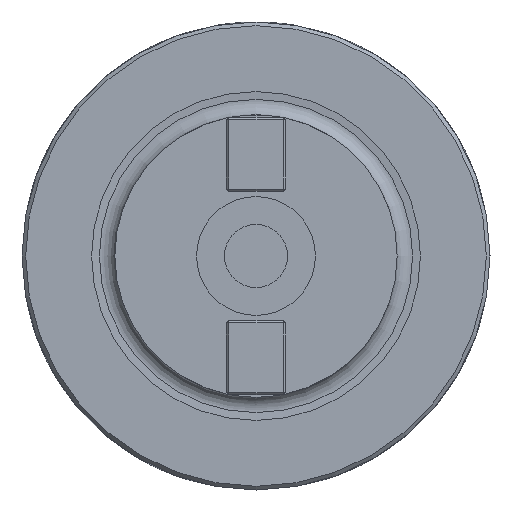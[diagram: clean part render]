
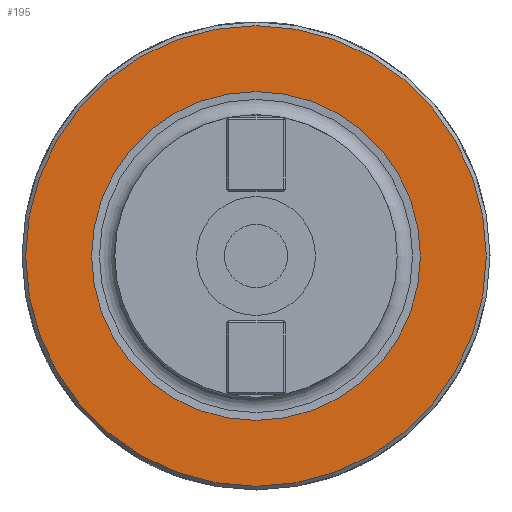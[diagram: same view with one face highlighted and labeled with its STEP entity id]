
A CAD part, left-side view. The second image highlights one B-rep face of the part: STEP entity #195.
In plain terms, the highlighted planar face has unit normal (-1, 0, 0).
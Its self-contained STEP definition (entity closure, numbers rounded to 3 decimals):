
#145=FACE_BOUND('',#436,.T.);
#146=FACE_BOUND('',#437,.T.);
#195=ADVANCED_FACE('',(#145,#146),#260,.F.);
#260=PLANE('',#1480);
#436=EDGE_LOOP('',(#898));
#437=EDGE_LOOP('',(#899));
#898=ORIENTED_EDGE('',*,*,#1294,.T.);
#899=ORIENTED_EDGE('',*,*,#1298,.F.);
#1156=VERTEX_POINT('',#2930);
#1160=VERTEX_POINT('',#2942);
#1294=EDGE_CURVE('',#1156,#1156,#1385,.T.);
#1298=EDGE_CURVE('',#1160,#1160,#1389,.T.);
#1385=CIRCLE('',#1470,31.);
#1389=CIRCLE('',#1478,22.13);
#1470=AXIS2_PLACEMENT_3D('',#2929,#1714,#1715);
#1478=AXIS2_PLACEMENT_3D('',#2941,#1730,#1731);
#1480=AXIS2_PLACEMENT_3D('',#2944,#1734,#1735);
#1714=DIRECTION('',(-1.,0.,0.));
#1715=DIRECTION('',(0.,0.,-1.));
#1730=DIRECTION('',(-1.,0.,0.));
#1731=DIRECTION('',(0.,0.,-1.));
#1734=DIRECTION('',(1.,0.,0.));
#1735=DIRECTION('',(0.,0.,-1.));
#2929=CARTESIAN_POINT('',(95.,0.,0.));
#2930=CARTESIAN_POINT('',(95.,0.,-31.));
#2941=CARTESIAN_POINT('',(95.,0.,0.));
#2942=CARTESIAN_POINT('',(95.,0.,-22.13));
#2944=CARTESIAN_POINT('',(95.,22.13,0.));
